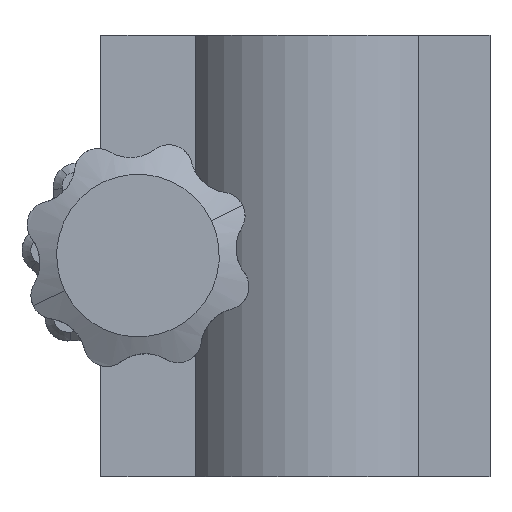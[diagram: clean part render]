
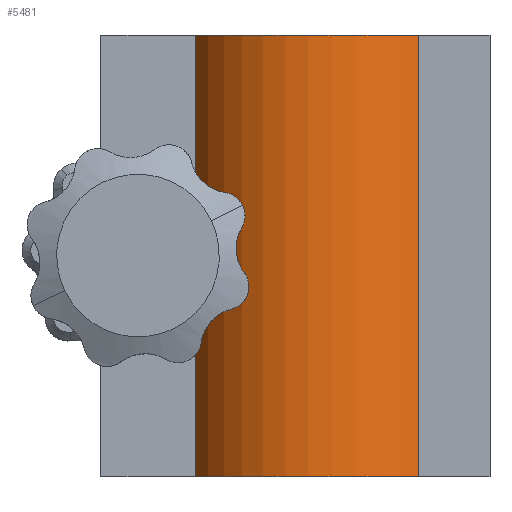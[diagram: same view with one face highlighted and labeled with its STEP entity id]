
A CAD part, top view. The second image highlights one B-rep face of the part: STEP entity #5481.
In plain terms, the highlighted cylindrical face has radius 25 mm (diameter 50 mm), a partial arc.
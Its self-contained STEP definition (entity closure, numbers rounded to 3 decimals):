
#194 = VERTEX_POINT ( 'NONE', #5215 ) ;
#328 = DIRECTION ( 'NONE',  ( 0., 1., 0. ) ) ;
#751 = DIRECTION ( 'NONE',  ( -1., 0., 0. ) ) ;
#1316 = DIRECTION ( 'NONE',  ( 0., -1., 0. ) ) ;
#1550 = CYLINDRICAL_SURFACE ( 'NONE', #2542, 25. ) ;
#2001 = LINE ( 'NONE', #3585, #2492 ) ;
#2094 = EDGE_CURVE ( 'NONE', #6901, #2678, #7679, .T. ) ;
#2157 = CARTESIAN_POINT ( 'NONE',  ( 16.248, 76., 19. ) ) ;
#2211 = AXIS2_PLACEMENT_3D ( 'NONE', #7640, #328, #7088 ) ;
#2492 = VECTOR ( 'NONE', #6123, 1000. ) ;
#2542 = AXIS2_PLACEMENT_3D ( 'NONE', #6313, #1316, #751 ) ;
#2551 = EDGE_CURVE ( 'NONE', #6901, #3049, #2001, .T. ) ;
#2600 = LINE ( 'NONE', #2157, #4202 ) ;
#2678 = VERTEX_POINT ( 'NONE', #7000 ) ;
#2693 = FACE_OUTER_BOUND ( 'NONE', #3908, .T. ) ;
#2704 = ORIENTED_EDGE ( 'NONE', *, *, #2094, .F. ) ;
#3049 = VERTEX_POINT ( 'NONE', #3955 ) ;
#3395 = DIRECTION ( 'NONE',  ( 1., 0., 0. ) ) ;
#3585 = CARTESIAN_POINT ( 'NONE',  ( -22.198, 76., 11.5 ) ) ;
#3902 = ORIENTED_EDGE ( 'NONE', *, *, #2551, .T. ) ;
#3908 = EDGE_LOOP ( 'NONE', ( #4990, #6851, #2704, #3902 ) ) ;
#3955 = CARTESIAN_POINT ( 'NONE',  ( -22.198, 0., 11.5 ) ) ;
#4202 = VECTOR ( 'NONE', #7079, 1000. ) ;
#4867 = CIRCLE ( 'NONE', #6940, 25. ) ;
#4990 = ORIENTED_EDGE ( 'NONE', *, *, #5607, .T. ) ;
#5215 = CARTESIAN_POINT ( 'NONE',  ( 16.248, 0., 19. ) ) ;
#5283 = CARTESIAN_POINT ( 'NONE',  ( -22.198, 76., 11.5 ) ) ;
#5481 = ADVANCED_FACE ( 'NONE', ( #2693 ), #1550, .T. ) ;
#5607 = EDGE_CURVE ( 'NONE', #3049, #194, #4867, .T. ) ;
#5720 = DIRECTION ( 'NONE',  ( 0., 1., 0. ) ) ;
#6123 = DIRECTION ( 'NONE',  ( 0., -1., 0. ) ) ;
#6313 = CARTESIAN_POINT ( 'NONE',  ( 0., 76., 0. ) ) ;
#6404 = CARTESIAN_POINT ( 'NONE',  ( 0., 0., 0. ) ) ;
#6851 = ORIENTED_EDGE ( 'NONE', *, *, #7649, .F. ) ;
#6901 = VERTEX_POINT ( 'NONE', #5283 ) ;
#6940 = AXIS2_PLACEMENT_3D ( 'NONE', #6404, #5720, #3395 ) ;
#7000 = CARTESIAN_POINT ( 'NONE',  ( 16.248, 76., 19. ) ) ;
#7079 = DIRECTION ( 'NONE',  ( 0., -1., 0. ) ) ;
#7088 = DIRECTION ( 'NONE',  ( 1., 0., 0. ) ) ;
#7640 = CARTESIAN_POINT ( 'NONE',  ( 0., 76., 0. ) ) ;
#7649 = EDGE_CURVE ( 'NONE', #2678, #194, #2600, .T. ) ;
#7679 = CIRCLE ( 'NONE', #2211, 25. ) ;
